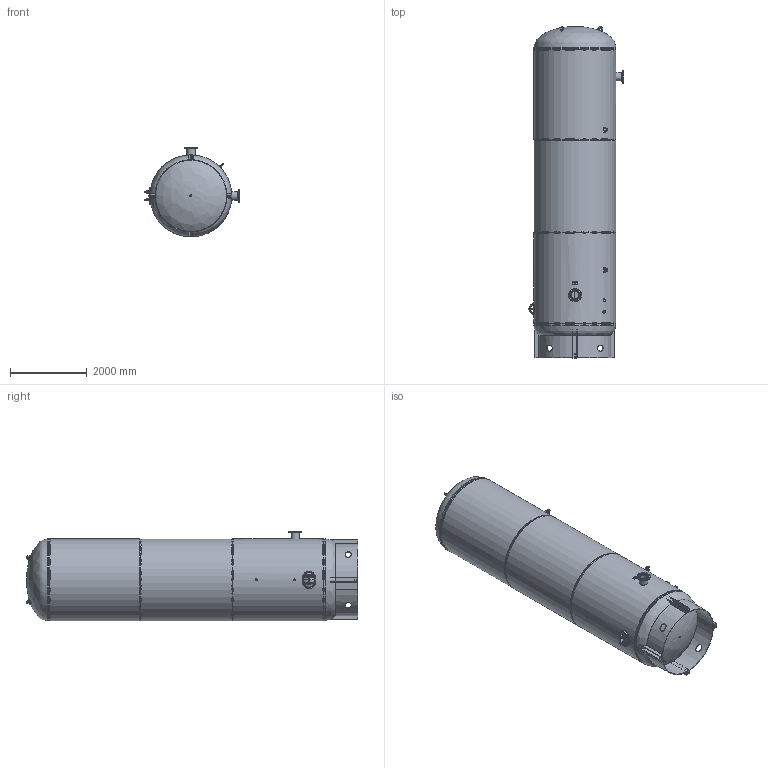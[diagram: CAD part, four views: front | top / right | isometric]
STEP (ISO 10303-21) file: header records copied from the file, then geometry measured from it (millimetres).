
FILE_DESCRIPTION(/* description */ ('VERTICAL AIR RECEIVER'),/* implementation_level */ '2;1');
FILE_NAME(/* name */ '178129.stp',/* time_stamp */ '2025-02-17T16:33:27-05:00',/* author */ ('Matt.Gilbert'),/* organization */ ('STEEL FAB IF WE MAKE IT, VENDOR IF WE DON''T'),/* preprocessor_version */ 'ST-DEVELOPER v18.1',/* originating_system */ 'Autodesk Inventor 2022',/* authorisation */ 'CHECKERS BOSS');
FILE_SCHEMA (('AUTOMOTIVE_DESIGN { 1 0 10303 214 3 1 1 }'));
Length unit declared in the file: inch
Products named in the file (27): 178129; 237422; 237423; 237425; 108444; 139582; 139580; 107973; 139487; 115849; 12.00 X 16.00 X 4.000 X 1.000 RNG; 12X16 300# COVER; S100343-1 GASKET; YOKE; B00005; ANSI B18.2.1 - 1-8x5.5; 113249; 113238; 129247; 129248; 129249; 120539; 114426; 110552; 115907; 139973; 139042
Assembly tree (51 placements, depth 3):
  178129
    237422
    237423
    237425
    108444  x2
    139582  x2
      139580
      107973
    139487  x4
    115849
      12.00 X 16.00 X 4.000 X 1.000 RNG
      12X16 300# COVER
      S100343-1 GASKET
      YOKE  x2
      B00005  x2
      ANSI B18.2.1 - 1-8x5.5  x2
    113238  x3
    113249
    139042  x5
    129247
      129248
      129249  x4
    120539
    114426
    110552  x2
    115907
    139973  x8
Bounding box: 2484.44 x 8649.49 x 2336.8 mm (x, y, z)
Volume: 624251019.5 mm3; surface area: 129879832.5 mm2
Topology: 62 solids, 62 shells, 1176 faces, 3007 edges, 1969 vertices
Faces by surface type: plane 568, cylinder 266, bspline 183, cone 90, torus 69
Full cylindrical faces by diameter (mm): 9.525 x4, 21.971 x2, 22.225 x20, 25.4 x4, 28.575 x2, 30.302 x3, 39.688 x6, 50.8 x5, 55.169 x2, 56.007 x2, 56.667 x1, 66.675 x1, 76.2 x2, 79.383 x1, 193.675 x2, 203.2 x2, 219.075 x4, 246.126 x2, 269.875 x2, 342.9 x2, 1854.2 x1, 1879.6 x1, 2101.85 x4, 2114.549 x3, 2114.55 x6, 2133.599 x3, 2133.6 x2
Entity records: 34836 total; most frequent: CARTESIAN_POINT 13829, ORIENTED_EDGE 4308, DIRECTION 3848, EDGE_CURVE 2154, AXIS2_PLACEMENT_3D 1452, VERTEX_POINT 1425, EDGE_LOOP 965, LINE 944
